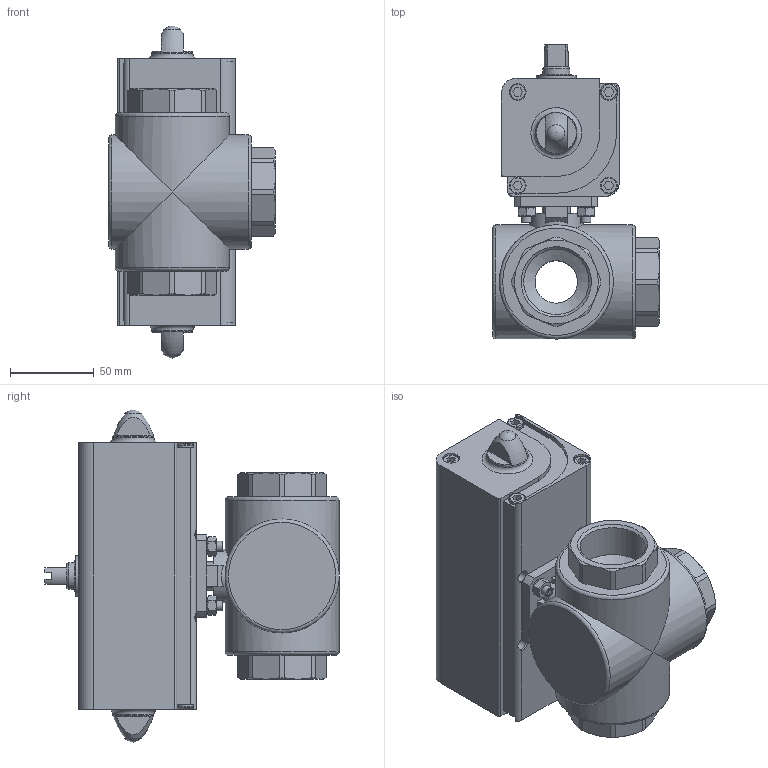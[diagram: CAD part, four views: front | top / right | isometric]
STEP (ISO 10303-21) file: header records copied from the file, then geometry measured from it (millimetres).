
FILE_DESCRIPTION(/* description */ ('STEP AP214'),/* implementation_level */ '2;1');
FILE_NAME(/* name */ '1914790_VZBA-11_4-GGG-63-32L-F0405-V4V4T-PP60-R-90-C',/* time_stamp */ '2024-09-18T00:20:45+02:00',/* author */ ('License CC BY-ND 4.0'),/* organization */ ('CADENAS'),/* preprocessor_version */ 'ST-DEVELOPER v19.3',/* originating_system */ 'PARTsolutions',/* authorisation */ ' ');
FILE_SCHEMA (('AUTOMOTIVE_DESIGN {1 0 10303 214 3 1 1}'));
Length unit declared in the file: millimetre
Products named in the file (8): 1914790 VZBA-11/4"-GGG-63-32L-F0405-V4V4T-PP60-R-90-C; 1692217 VZBA-11/4"-GGG-63-32L-F0405-V4V4T; 8082120 DARQ-R-A-S14-S11-16; 533477 DAPS-0060-090-R-F0507---(1); 533477 DAPS-0060-090-R-F0507---(2); 690067 S 6 A2; DIN 934 - M6(F); DIN-913 - M6x25
Assembly tree (16 placements, depth 2):
  1914790 VZBA-11/4"-GGG-63-32L-F0405-V4V4T-PP60-R-90-C
    1692217 VZBA-11/4"-GGG-63-32L-F0405-V4V4T
    8082120 DARQ-R-A-S14-S11-16
    533477 DAPS-0060-090-R-F0507---(1)
    533477 DAPS-0060-090-R-F0507---(2)
    690067 S 6 A2  x4
    DIN 934 - M6(F)  x4
    DIN-913 - M6x25  x4
Bounding box: 99.5 x 175.4 x 198 mm (x, y, z)
Volume: 1185316.5 mm3; surface area: 141076.3 mm2
Topology: 16 solids, 16 shells, 589 faces, 1453 edges, 911 vertices
Faces by surface type: plane 296, cylinder 143, cone 130, torus 18, sphere 2
Full cylindrical faces by diameter (mm): 4.134 x8, 4.917 x9, 6 x4, 6.4 x4, 6.647 x4, 8.566 x2, 10 x12, 16 x1, 17 x1, 18.4 x1, 24 x2, 25.4 x2, 28 x2, 32 x2, 38.952 x3, 68 x4
Entity records: 14158 total; most frequent: CARTESIAN_POINT 2714, DIRECTION 2362, ORIENTED_EDGE 2144, EDGE_CURVE 1072, AXIS2_PLACEMENT_3D 885, VERTEX_POINT 762, FACE_BOUND 672, EDGE_LOOP 653
